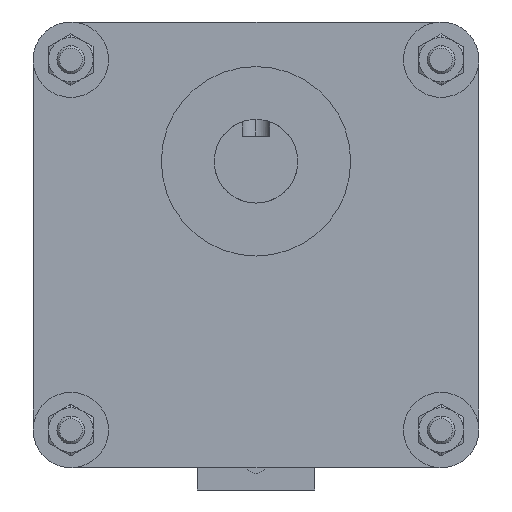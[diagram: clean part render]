
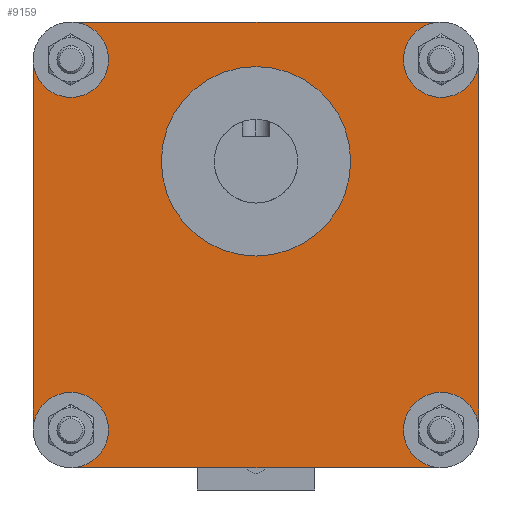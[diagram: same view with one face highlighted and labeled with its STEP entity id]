
A CAD part, left-side view. The second image highlights one B-rep face of the part: STEP entity #9159.
In plain terms, the highlighted planar face has unit normal (-1, 0, 0).
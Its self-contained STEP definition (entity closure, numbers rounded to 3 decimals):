
#8457=CARTESIAN_POINT('POINT382',(1.,-33.234,
   25.));
#8458=VERTEX_POINT('VERTEX382',#8457);
#8459=CARTESIAN_POINT('POINT383',(1.,-40.,18.234))
   ;
#8460=VERTEX_POINT('VERTEX383',#8459);
#8499=CARTESIAN_POINT('POINT386',(1.,40.,
   18.234));
#8500=VERTEX_POINT('VERTEX386',#8499);
#8501=CARTESIAN_POINT('POINT387',(1.,33.234,25.));
#8502=VERTEX_POINT('VERTEX387',#8501);
#8541=CARTESIAN_POINT('POINT390',(1.,33.234,
   -55.));
#8542=VERTEX_POINT('VERTEX390',#8541);
#8543=CARTESIAN_POINT('POINT391',(1.,40.,-48.234))
   ;
#8544=VERTEX_POINT('VERTEX391',#8543);
#8788=CARTESIAN_POINT('POS567',(1.,-33.234,25.));
#8789=DIRECTION('DIR866',(0.,-1.,0.));
#8790=VECTOR('VEC268',#8789,1.);
#8791=LINE('STRAIGHT268',#8788,#8790);
#8792=EDGE_CURVE('EDGE648',#8502,#8458,#8791,.T.);
#8809=CARTESIAN_POINT('POINT406',(1.,
   -33.234,11.468));
#8810=VERTEX_POINT('VERTEX406',#8809);
#8811=CARTESIAN_POINT('POS570',(1.,-33.234
   ,18.234));
#8812=DIRECTION('DIR870',(1.,0.,0.));
#8813=DIRECTION('DIR871',(0.,0.,1.));
#8814=AXIS2_PLACEMENT_3D('AXIS301',#8811,#8812,#8813);
#8815=CIRCLE('ELLIPSE129',#8814,6.766);
#8816=EDGE_CURVE('EDGE650',#8810,#8458,#8815,.T.);
#8836=EDGE_CURVE('EDGE652',#8460,#8810,#8815,.T.);
#8842=CARTESIAN_POINT('POINT407',(1.,
   33.234,-41.468));
#8843=VERTEX_POINT('VERTEX407',#8842);
#8857=CARTESIAN_POINT('POS575',(1.,33.234,
   -48.234));
#8858=DIRECTION('DIR877',(1.,0.,0.));
#8859=DIRECTION('DIR878',(0.,0.,1.));
#8860=AXIS2_PLACEMENT_3D('AXIS303',#8857,#8858,#8859);
#8861=CIRCLE('ELLIPSE130',#8860,6.766);
#8862=EDGE_CURVE('EDGE655',#8843,#8542,#8861,.T.);
#8873=EDGE_CURVE('EDGE656',#8544,#8843,#8861,.T.);
#8888=CARTESIAN_POINT('POS578',(1.,40.,18.234));
#8889=DIRECTION('DIR882',(0.,0.,1.));
#8890=VECTOR('VEC274',#8889,1.);
#8891=LINE('STRAIGHT274',#8888,#8890);
#8892=EDGE_CURVE('EDGE658',#8544,#8500,#8891,.T.);
#8910=CARTESIAN_POINT('POINT408',(1.,
   33.234,11.468));
#8911=VERTEX_POINT('VERTEX408',#8910);
#8912=CARTESIAN_POINT('POS581',(1.,33.234,
   18.234));
#8913=DIRECTION('DIR886',(1.,0.,0.));
#8914=DIRECTION('DIR887',(0.,0.,1.));
#8915=AXIS2_PLACEMENT_3D('AXIS306',#8912,#8913,#8914);
#8916=CIRCLE('ELLIPSE131',#8915,6.766);
#8917=EDGE_CURVE('EDGE660',#8911,#8500,#8916,.T.);
#8937=EDGE_CURVE('EDGE662',#8502,#8911,#8916,.T.);
#8951=CARTESIAN_POINT('POINT410',(1.,-40.,
   -48.234));
#8952=VERTEX_POINT('VERTEX410',#8951);
#8953=CARTESIAN_POINT('POS585',(1.,-40.,-48.234));
#8954=DIRECTION('DIR892',(0.,0.,-1.));
#8955=VECTOR('VEC278',#8954,1.);
#8956=LINE('STRAIGHT278',#8953,#8955);
#8957=EDGE_CURVE('EDGE664',#8460,#8952,#8956,.T.);
#9003=CARTESIAN_POINT('POINT412',(1.,-33.234,
   -55.));
#9004=VERTEX_POINT('VERTEX412',#9003);
#9011=CARTESIAN_POINT('POS592',(1.,33.234,-55.));
#9012=DIRECTION('DIR902',(0.,1.,0.));
#9013=VECTOR('VEC282',#9012,1.);
#9014=LINE('STRAIGHT282',#9011,#9013);
#9015=EDGE_CURVE('EDGE669',#9004,#8542,#9014,.T.);
#9131=ORIENTED_EDGE('COEDGE1338',*,*,#8937,.T.);
#9132=ORIENTED_EDGE('COEDGE1339',*,*,#8917,.T.);
#9133=ORIENTED_EDGE('COEDGE1340',*,*,#8892,.F.);
#9134=ORIENTED_EDGE('COEDGE1341',*,*,#8873,.T.);
#9135=ORIENTED_EDGE('COEDGE1342',*,*,#8862,.T.);
#9136=ORIENTED_EDGE('COEDGE1343',*,*,#9015,.F.);
#9137=CARTESIAN_POINT('POINT415',(1.,
   -33.234,-41.468));
#9138=VERTEX_POINT('VERTEX415',#9137);
#9139=CARTESIAN_POINT('POS603',(1.,-33.234
   ,-48.234));
#9140=DIRECTION('DIR921',(1.,0.,0.));
#9141=DIRECTION('DIR922',(0.,0.,1.));
#9142=AXIS2_PLACEMENT_3D('AXIS319',#9139,#9140,#9141);
#9143=CIRCLE('ELLIPSE139',#9142,6.766);
#9144=EDGE_CURVE('EDGE680',#9004,#9138,#9143,.T.);
#9145=ORIENTED_EDGE('COEDGE1344',*,*,#9144,.T.);
#9146=EDGE_CURVE('EDGE681',#9138,#8952,#9143,.T.);
#9147=ORIENTED_EDGE('COEDGE1345',*,*,#9146,.T.);
#9148=ORIENTED_EDGE('COEDGE1346',*,*,#8957,.F.);
#9149=ORIENTED_EDGE('COEDGE1347',*,*,#8836,.T.);
#9150=ORIENTED_EDGE('COEDGE1348',*,*,#8816,.T.);
#9151=ORIENTED_EDGE('COEDGE1349',*,*,#8792,.F.);
#9152=EDGE_LOOP('NONE',(#9131,#9132,#9133,#9134,#9135,#9136,#9145,#9147,
   #9148,#9149,#9150,#9151));
#9153=FACE_BOUND('LOOP1',#9152,.T.);
#9154=CARTESIAN_POINT('POS604',(1.,0.,5.)
   );
#9155=DIRECTION('DIR923',(-1.,0.,0.));
#9156=DIRECTION('DIR924',(0.,1.,0.));
#9157=AXIS2_PLACEMENT_3D('AXIS320',#9154,#9155,#9156);
#9158=PLANE('PLANE122',#9157);
#9159=ADVANCED_FACE('FACE300',(#9153),#9158,.T.);
